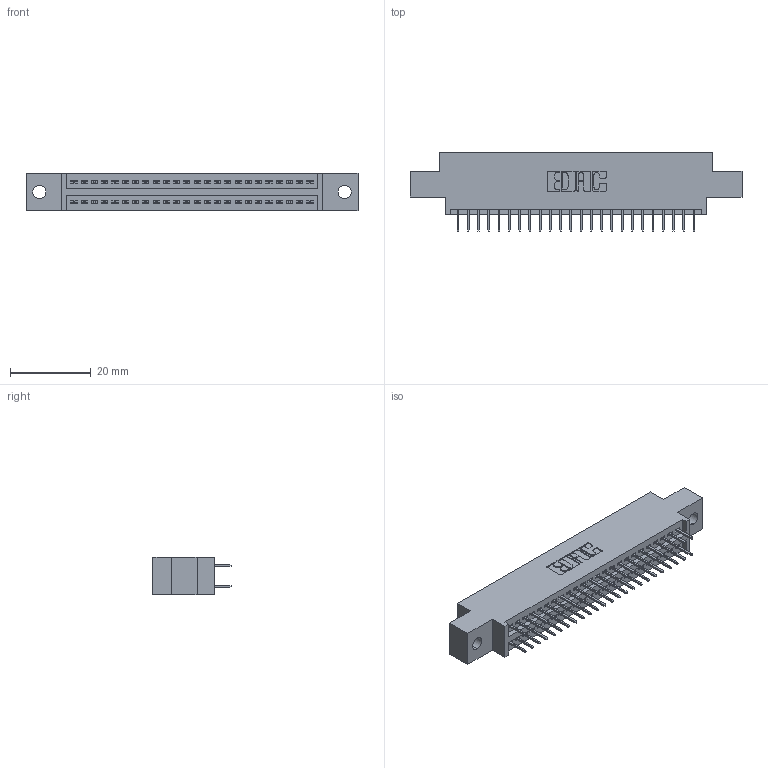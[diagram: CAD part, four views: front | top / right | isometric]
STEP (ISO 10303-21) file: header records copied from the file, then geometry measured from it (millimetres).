
FILE_DESCRIPTION (( 'STEP AP203' ), '1' );
FILE_NAME ('345-048-524-802.STEP', '2019-10-29T04:28:23', ( '' ), ( '' ), 'SwSTEP 2.0', 'SolidWorks 2016', '' );
FILE_SCHEMA (( 'CONFIG_CONTROL_DESIGN' ));
Length unit declared in the file: inch
Products named in the file (3): 345 Part_0.170 Offset - 0.128 Dia; 345-048-524-802; 345-292-001_345-293-124
Assembly tree (49 placements, depth 2):
  345-048-524-802
    345 Part_0.170 Offset - 0.128 Dia
    345-292-001_345-293-124  x48
Bounding box: 82.17 x 19.35 x 9.4 mm (x, y, z)
Volume: 7592.2 mm3; surface area: 10552.9 mm2
Topology: 49 solids, 49 shells, 2722 faces, 7697 edges, 4938 vertices
Faces by surface type: plane 1956, cylinder 766
Entity records: 21463 total; most frequent: CARTESIAN_POINT 3616, ORIENTED_EDGE 3550, DIRECTION 3211, EDGE_CURVE 1775, LINE 1551, VECTOR 1551, VERTEX_POINT 1178, AXIS2_PLACEMENT_3D 830
